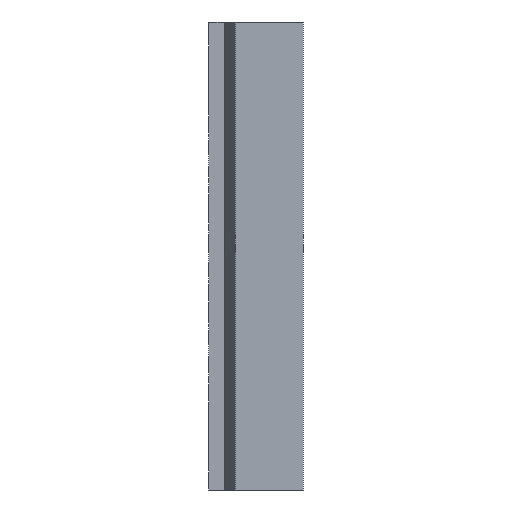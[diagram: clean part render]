
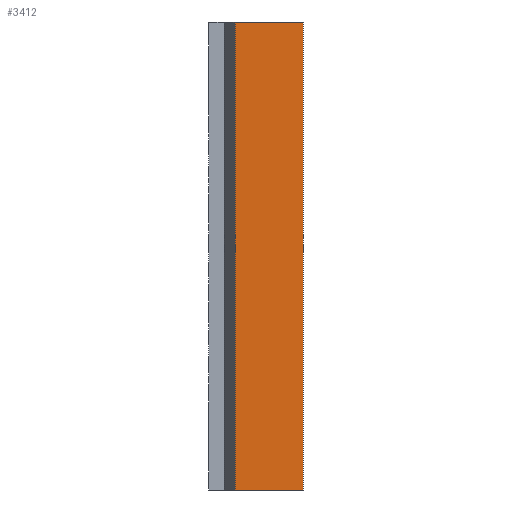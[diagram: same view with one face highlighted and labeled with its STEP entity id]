
A CAD part, left-side view. The second image highlights one B-rep face of the part: STEP entity #3412.
In plain terms, the highlighted planar face has unit normal (-1, 0, 0).
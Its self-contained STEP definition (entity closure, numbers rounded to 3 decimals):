
#266 = DIRECTION ( 'NONE',  ( 1., 0., 0. ) ) ;
#426 = VERTEX_POINT ( 'NONE', #2665 ) ;
#596 = VECTOR ( 'NONE', #3383, 1000. ) ;
#791 = EDGE_CURVE ( 'NONE', #1111, #4254, #3090, .T. ) ;
#1070 = EDGE_CURVE ( 'NONE', #1111, #426, #1103, .T. ) ;
#1103 = LINE ( 'NONE', #4177, #1973 ) ;
#1111 = VERTEX_POINT ( 'NONE', #2538 ) ;
#1139 = PLANE ( 'NONE',  #3673 ) ;
#1230 = CARTESIAN_POINT ( 'NONE',  ( -37.5, 20.158, 138. ) ) ;
#1257 = CARTESIAN_POINT ( 'NONE',  ( -37.5, 20.158, 0. ) ) ;
#1258 = CARTESIAN_POINT ( 'NONE',  ( -37.5, 0., 138. ) ) ;
#1574 = EDGE_CURVE ( 'NONE', #426, #5491, #3152, .T. ) ;
#1800 = CARTESIAN_POINT ( 'NONE',  ( -37.5, 20.158, 138. ) ) ;
#1973 = VECTOR ( 'NONE', #3680, 1000. ) ;
#2267 = VECTOR ( 'NONE', #3474, 1000. ) ;
#2447 = ORIENTED_EDGE ( 'NONE', *, *, #791, .T. ) ;
#2493 = DIRECTION ( 'NONE',  ( 0., 1., 0. ) ) ;
#2538 = CARTESIAN_POINT ( 'NONE',  ( -37.5, 20.158, 138. ) ) ;
#2665 = CARTESIAN_POINT ( 'NONE',  ( -37.5, 0., 138. ) ) ;
#2938 = EDGE_LOOP ( 'NONE', ( #5591, #5679, #4362, #2447 ) ) ;
#3042 = CARTESIAN_POINT ( 'NONE',  ( -37.5, 20.158, 0. ) ) ;
#3090 = LINE ( 'NONE', #1800, #3366 ) ;
#3152 = LINE ( 'NONE', #1258, #2267 ) ;
#3366 = VECTOR ( 'NONE', #5124, 1000. ) ;
#3383 = DIRECTION ( 'NONE',  ( 0., -1., 0. ) ) ;
#3412 = ADVANCED_FACE ( 'NONE', ( #4298 ), #1139, .F. ) ;
#3474 = DIRECTION ( 'NONE',  ( 0., 0., -1. ) ) ;
#3673 = AXIS2_PLACEMENT_3D ( 'NONE', #1230, #266, #2493 ) ;
#3680 = DIRECTION ( 'NONE',  ( 0., -1., 0. ) ) ;
#4176 = CARTESIAN_POINT ( 'NONE',  ( -37.5, 0., 0. ) ) ;
#4177 = CARTESIAN_POINT ( 'NONE',  ( -37.5, 20.158, 138. ) ) ;
#4254 = VERTEX_POINT ( 'NONE', #1257 ) ;
#4298 = FACE_OUTER_BOUND ( 'NONE', #2938, .T. ) ;
#4362 = ORIENTED_EDGE ( 'NONE', *, *, #1070, .F. ) ;
#4386 = LINE ( 'NONE', #3042, #596 ) ;
#5124 = DIRECTION ( 'NONE',  ( 0., 0., -1. ) ) ;
#5491 = VERTEX_POINT ( 'NONE', #4176 ) ;
#5591 = ORIENTED_EDGE ( 'NONE', *, *, #5607, .T. ) ;
#5607 = EDGE_CURVE ( 'NONE', #4254, #5491, #4386, .T. ) ;
#5679 = ORIENTED_EDGE ( 'NONE', *, *, #1574, .F. ) ;
